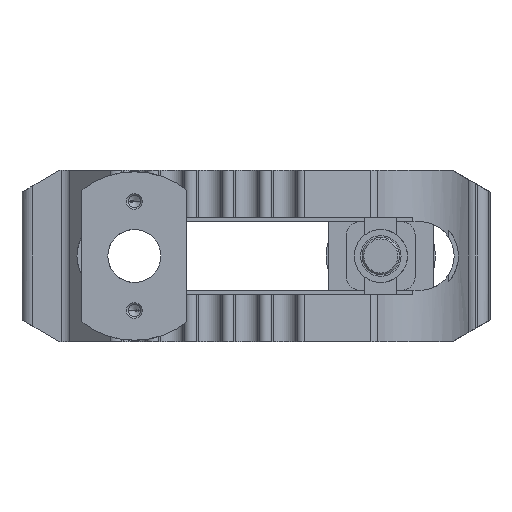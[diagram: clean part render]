
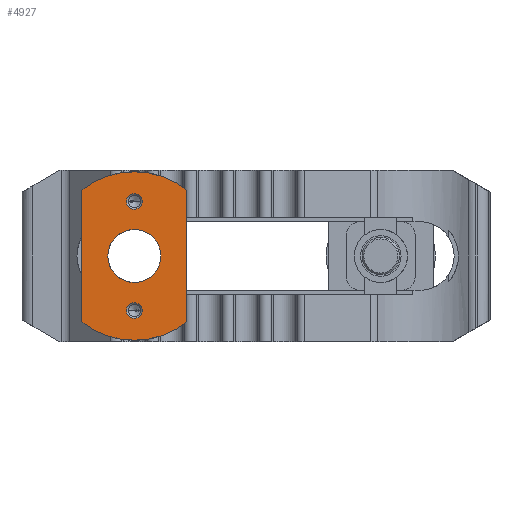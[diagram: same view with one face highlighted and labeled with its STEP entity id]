
A CAD part, front view. The second image highlights one B-rep face of the part: STEP entity #4927.
In plain terms, the highlighted planar face has unit normal (0, -1, 0).
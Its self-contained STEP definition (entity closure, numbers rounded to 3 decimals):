
#1877=VERTEX_POINT('',#5172);
#1997=EDGE_CURVE('',#2369,#4285,#5306,.T.);
#2187=EDGE_CURVE('',#2657,#3199,#5514,.T.);
#2235=EDGE_CURVE('',#1877,#4285,#5571,.T.);
#2339=EDGE_CURVE('',#4607,#3741,#5691,.T.);
#2369=VERTEX_POINT('',#5723);
#2657=VERTEX_POINT('',#6037);
#3081=EDGE_CURVE('',#3865,#3897,#6510,.T.);
#3199=VERTEX_POINT('',#6646);
#3741=VERTEX_POINT('',#7229);
#3767=EDGE_CURVE('',#3785,#1877,#7257,.T.);
#3779=EDGE_CURVE('',#2369,#3785,#7272,.T.);
#3785=VERTEX_POINT('',#7280);
#3865=VERTEX_POINT('',#7365);
#3897=VERTEX_POINT('',#7400);
#3995=EDGE_CURVE('',#3199,#2657,#7507,.T.);
#4065=EDGE_CURVE('',#3897,#3865,#7584,.T.);
#4285=VERTEX_POINT('',#7824);
#4607=VERTEX_POINT('',#8178);
#4769=EDGE_CURVE('',#3741,#4607,#8349,.T.);
#4927=ADVANCED_FACE('',(#8517,#8518,#8519,#8520),#8521,.T.);
#5172=CARTESIAN_POINT('',(16.8,0.0,-21.137));
#5306=LINE('',#9084,#9085);
#5514=CIRCLE('',#9386,2.5);
#5571=CIRCLE('',#9453,27.0);
#5691=CIRCLE('',#9611,8.5);
#5723=CARTESIAN_POINT('',(-16.8,0.0,21.137));
#6037=CARTESIAN_POINT('',(-2.5,0.0,-17.5));
#6510=CIRCLE('',#10905,2.5);
#6646=CARTESIAN_POINT('',(2.5,0.,-17.5));
#7229=CARTESIAN_POINT('',(-8.5,0.,0.));
#7257=LINE('',#12083,#12084);
#7272=CIRCLE('',#12103,27.0);
#7280=CARTESIAN_POINT('',(16.8,0.0,21.137));
#7365=CARTESIAN_POINT('',(2.5,0.0,17.5));
#7400=CARTESIAN_POINT('',(-2.5,0.,17.5));
#7507=CIRCLE('',#12492,2.5);
#7584=CIRCLE('',#12616,2.5);
#7824=CARTESIAN_POINT('',(-16.8,0.0,-21.137));
#8178=CARTESIAN_POINT('',(8.5,0.0,0.));
#8349=CIRCLE('',#13755,8.5);
#8517=FACE_BOUND('',#13989,.T.);
#8518=FACE_BOUND('',#13990,.T.);
#8519=FACE_BOUND('',#13991,.T.);
#8520=FACE_OUTER_BOUND('',#13992,.T.);
#8521=PLANE('',#13993);
#9084=CARTESIAN_POINT('',(-16.8,0.0,28.0));
#9085=VECTOR('',#14372,1.0);
#9386=AXIS2_PLACEMENT_3D('',#14593,#14594,#14595);
#9453=AXIS2_PLACEMENT_3D('',#14683,#14684,#14685);
#9611=AXIS2_PLACEMENT_3D('',#14899,#14900,#14901);
#10905=AXIS2_PLACEMENT_3D('',#15931,#15932,#15933);
#12083=CARTESIAN_POINT('',(16.8,0.0,28.0));
#12084=VECTOR('',#16744,1.0);
#12103=AXIS2_PLACEMENT_3D('',#16770,#16771,#16772);
#12492=AXIS2_PLACEMENT_3D('',#17019,#17020,#17021);
#12616=AXIS2_PLACEMENT_3D('',#17113,#17114,#17115);
#13755=AXIS2_PLACEMENT_3D('',#17966,#17967,#17968);
#13989=EDGE_LOOP('',(#18131,#18132));
#13990=EDGE_LOOP('',(#18133,#18134));
#13991=EDGE_LOOP('',(#18135,#18136));
#13992=EDGE_LOOP('',(#18137,#18138,#18139,#18140));
#13993=AXIS2_PLACEMENT_3D('',#18141,#18142,#18143);
#14372=DIRECTION('',(0.0,0.,-1.0));
#14593=CARTESIAN_POINT('',(0.0,0.0,-17.5));
#14594=DIRECTION('',(0.,1.0,0.));
#14595=DIRECTION('',(-1.0,0.,0.));
#14683=CARTESIAN_POINT('',(0.0,0.0,0.0));
#14684=DIRECTION('',(0.,1.0,0.));
#14685=DIRECTION('',(-1.0,0.,0.));
#14899=CARTESIAN_POINT('',(0.0,0.0,0.0));
#14900=DIRECTION('',(0.,1.0,0.));
#14901=DIRECTION('',(-1.0,0.,0.));
#15931=CARTESIAN_POINT('',(0.0,0.0,17.5));
#15932=DIRECTION('',(0.,1.0,0.));
#15933=DIRECTION('',(1.0,0.,0.));
#16744=DIRECTION('',(0.0,0.,-1.0));
#16770=CARTESIAN_POINT('',(0.0,0.0,0.0));
#16771=DIRECTION('',(0.,1.0,0.));
#16772=DIRECTION('',(-1.0,0.,0.));
#17019=CARTESIAN_POINT('',(0.0,0.0,-17.5));
#17020=DIRECTION('',(0.,1.0,0.));
#17021=DIRECTION('',(-1.0,0.,0.));
#17113=CARTESIAN_POINT('',(0.0,0.0,17.5));
#17114=DIRECTION('',(0.,1.0,0.));
#17115=DIRECTION('',(1.0,0.,0.));
#17966=CARTESIAN_POINT('',(0.0,0.0,0.0));
#17967=DIRECTION('',(0.,1.0,0.));
#17968=DIRECTION('',(-1.0,0.,0.));
#18131=ORIENTED_EDGE('',*,*,#2187,.T.);
#18132=ORIENTED_EDGE('',*,*,#3995,.T.);
#18133=ORIENTED_EDGE('',*,*,#3081,.T.);
#18134=ORIENTED_EDGE('',*,*,#4065,.T.);
#18135=ORIENTED_EDGE('',*,*,#2339,.T.);
#18136=ORIENTED_EDGE('',*,*,#4769,.T.);
#18137=ORIENTED_EDGE('',*,*,#3779,.F.);
#18138=ORIENTED_EDGE('',*,*,#1997,.T.);
#18139=ORIENTED_EDGE('',*,*,#2235,.F.);
#18140=ORIENTED_EDGE('',*,*,#3767,.F.);
#18141=CARTESIAN_POINT('',(-16.8,0.0,28.0));
#18142=DIRECTION('',(0.,-1.0,0.));
#18143=DIRECTION('',(-1.0,0.,0.));
